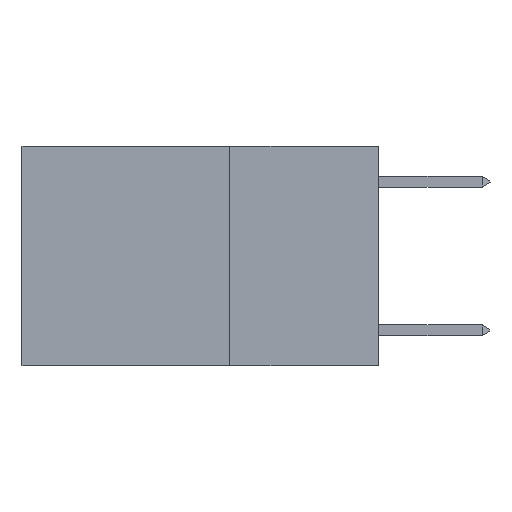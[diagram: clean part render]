
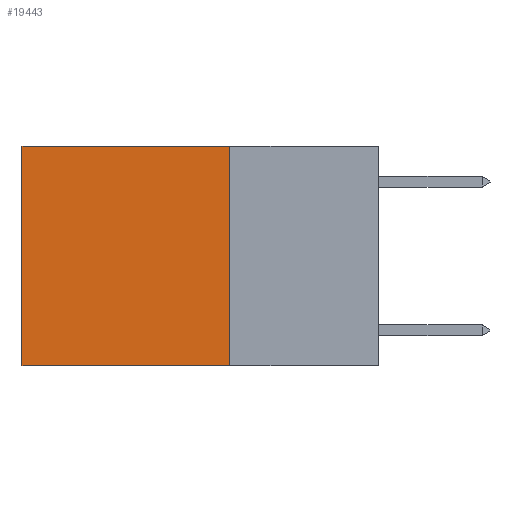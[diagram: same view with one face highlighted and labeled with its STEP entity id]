
A CAD part, left-side view. The second image highlights one B-rep face of the part: STEP entity #19443.
In plain terms, the highlighted planar face has unit normal (-1, 0, 0).
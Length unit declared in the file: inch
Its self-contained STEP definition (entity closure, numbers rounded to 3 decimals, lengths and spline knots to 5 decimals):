
#369 = DIRECTION ( 'NONE',  ( 1., 0., 0. ) ) ;
#1281 = VERTEX_POINT ( 'NONE', #8202 ) ;
#1458 = LINE ( 'NONE', #9945, #19772 ) ;
#1644 = VERTEX_POINT ( 'NONE', #17219 ) ;
#1723 = DIRECTION ( 'NONE',  ( 0., 0., -1. ) ) ;
#2073 = PLANE ( 'NONE',  #2870 ) ;
#2181 = DIRECTION ( 'NONE',  ( 0., 0., -1. ) ) ;
#2317 = VECTOR ( 'NONE', #1723, 39.37008 ) ;
#2870 = AXIS2_PLACEMENT_3D ( 'NONE', #11003, #369, #2181 ) ;
#2911 = VERTEX_POINT ( 'NONE', #8626 ) ;
#3378 = EDGE_CURVE ( 'NONE', #1281, #2911, #20837, .T. ) ;
#4989 = DIRECTION ( 'NONE',  ( 0., 1., 0. ) ) ;
#5072 = DIRECTION ( 'NONE',  ( 0., 1., 0. ) ) ;
#5212 = VERTEX_POINT ( 'NONE', #8571 ) ;
#5321 = CARTESIAN_POINT ( 'NONE',  ( 0.2625, 0.25, -0.37 ) ) ;
#6952 = DIRECTION ( 'NONE',  ( 0., 0., -1. ) ) ;
#7043 = LINE ( 'NONE', #10527, #2317 ) ;
#7302 = EDGE_CURVE ( 'NONE', #5212, #2911, #7043, .T. ) ;
#8202 = CARTESIAN_POINT ( 'NONE',  ( 0.2625, 0.25, -0.37 ) ) ;
#8530 = CARTESIAN_POINT ( 'NONE',  ( 0.2625, 0.25, 0. ) ) ;
#8571 = CARTESIAN_POINT ( 'NONE',  ( 0.2625, 0.6, 0. ) ) ;
#8626 = CARTESIAN_POINT ( 'NONE',  ( 0.2625, 0.6, -0.37 ) ) ;
#9945 = CARTESIAN_POINT ( 'NONE',  ( 0.2625, 0.25, 0. ) ) ;
#10222 = LINE ( 'NONE', #8530, #12950 ) ;
#10527 = CARTESIAN_POINT ( 'NONE',  ( 0.2625, 0.6, 0. ) ) ;
#11003 = CARTESIAN_POINT ( 'NONE',  ( 0.2625, 0.25, 0. ) ) ;
#12485 = EDGE_CURVE ( 'NONE', #1644, #5212, #1458, .T. ) ;
#12950 = VECTOR ( 'NONE', #6952, 39.37008 ) ;
#14407 = FACE_OUTER_BOUND ( 'NONE', #19304, .T. ) ;
#15192 = VECTOR ( 'NONE', #4989, 39.37008 ) ;
#16120 = ORIENTED_EDGE ( 'NONE', *, *, #3378, .F. ) ;
#16873 = EDGE_CURVE ( 'NONE', #1644, #1281, #10222, .T. ) ;
#17219 = CARTESIAN_POINT ( 'NONE',  ( 0.2625, 0.25, 0. ) ) ;
#17935 = ORIENTED_EDGE ( 'NONE', *, *, #12485, .T. ) ;
#19304 = EDGE_LOOP ( 'NONE', ( #21577, #16120, #21250, #17935 ) ) ;
#19443 = ADVANCED_FACE ( 'NONE', ( #14407 ), #2073, .F. ) ;
#19772 = VECTOR ( 'NONE', #5072, 39.37008 ) ;
#20837 = LINE ( 'NONE', #5321, #15192 ) ;
#21250 = ORIENTED_EDGE ( 'NONE', *, *, #16873, .F. ) ;
#21577 = ORIENTED_EDGE ( 'NONE', *, *, #7302, .T. ) ;
